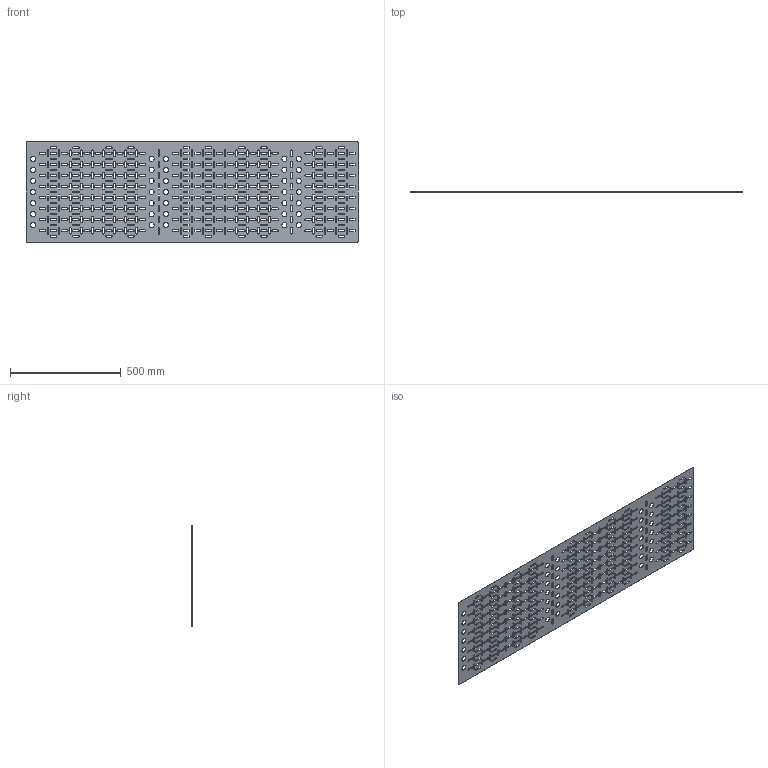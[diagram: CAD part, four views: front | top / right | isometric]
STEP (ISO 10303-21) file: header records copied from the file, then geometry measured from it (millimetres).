
FILE_DESCRIPTION (( 'STEP AP203' ), '1' );
FILE_NAME ('ÊÈÂÀ 195.00.09 Äîííàÿ âñòàâêà äëÿ ëîòêà LESTA_1500õ500.step', '2022-01-27T11:33:59', ( '' ), ( '' ), 'SwSTEP 2.0', 'SolidWorks 2017', '' );
FILE_SCHEMA (( 'CONFIG_CONTROL_DESIGN' ));
Length unit declared in the file: millimetre
Products named in the file (1): ÊÈÂÀ 195.00.09 Äîííàÿ âñòàâêà äëÿ ëîòêà LESTA_1500õ500
Bounding box: 1500 x 1.2 x 455 mm (x, y, z)
Volume: 686142.4 mm3; surface area: 1190613.3 mm2
Topology: 1 solids, 1 shells, 2298 faces, 6888 edges, 4592 vertices
Faces by surface type: cylinder 1328, plane 970
Entity records: 80593 total; most frequent: DIRECTION 14142, CARTESIAN_POINT 13779, ORIENTED_EDGE 13776, EDGE_CURVE 6888, AXIS2_PLACEMENT_3D 4955, VERTEX_POINT 4592, LINE 4232, VECTOR 4232
